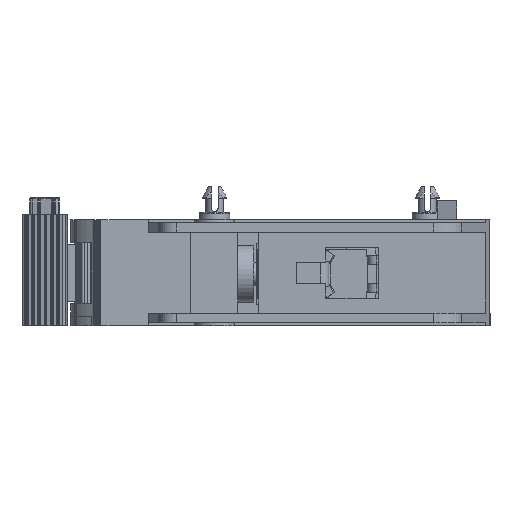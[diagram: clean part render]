
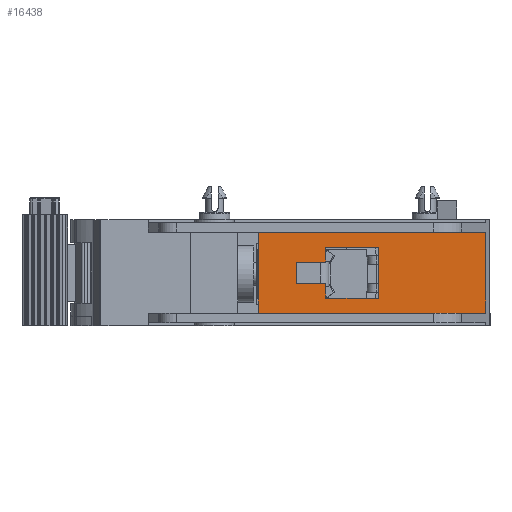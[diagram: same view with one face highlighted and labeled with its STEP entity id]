
A CAD part, front view. The second image highlights one B-rep face of the part: STEP entity #16438.
In plain terms, the highlighted planar face has unit normal (0, -1, 0).
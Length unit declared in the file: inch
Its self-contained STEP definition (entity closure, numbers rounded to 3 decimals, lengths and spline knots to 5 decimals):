
#515 = DIRECTION ( 'NONE',  ( 0., 0., -1. ) ) ;
#900 = VECTOR ( 'NONE', #23769, 39.37008 ) ;
#1594 = CARTESIAN_POINT ( 'NONE',  ( 1.41339, -1.59449, 0.41339 ) ) ;
#1718 = CARTESIAN_POINT ( 'NONE',  ( 0.29311, -1.59449, 0.08268 ) ) ;
#1778 = VECTOR ( 'NONE', #13554, 39.37008 ) ;
#2380 = ORIENTED_EDGE ( 'NONE', *, *, #30406, .T. ) ;
#2725 = EDGE_CURVE ( 'NONE', #18954, #5479, #14659, .T. ) ;
#3032 = DIRECTION ( 'NONE',  ( -1., 0., 0. ) ) ;
#3330 = ORIENTED_EDGE ( 'NONE', *, *, #28961, .T. ) ;
#3668 = VERTEX_POINT ( 'NONE', #32008 ) ;
#3882 = EDGE_CURVE ( 'NONE', #28896, #21217, #13073, .T. ) ;
#3944 = LINE ( 'NONE', #23533, #9751 ) ;
#4193 = DIRECTION ( 'NONE',  ( 1., 0., 0. ) ) ;
#5283 = ORIENTED_EDGE ( 'NONE', *, *, #22293, .T. ) ;
#5428 = ORIENTED_EDGE ( 'NONE', *, *, #2725, .T. ) ;
#5479 = VERTEX_POINT ( 'NONE', #13802 ) ;
#5980 = AXIS2_PLACEMENT_3D ( 'NONE', #14365, #14684, #20057 ) ;
#6630 = EDGE_CURVE ( 'NONE', #23926, #29111, #9087, .T. ) ;
#6680 = DIRECTION ( 'NONE',  ( 0., 0., 1. ) ) ;
#6687 = EDGE_CURVE ( 'NONE', #28896, #18954, #21637, .T. ) ;
#7080 = DIRECTION ( 'NONE',  ( 1., 0., 0. ) ) ;
#7333 = VERTEX_POINT ( 'NONE', #11744 ) ;
#7502 = FACE_OUTER_BOUND ( 'NONE', #14954, .T. ) ;
#7815 = CARTESIAN_POINT ( 'NONE',  ( 0.69291, -1.59449, 0.27559 ) ) ;
#8017 = EDGE_CURVE ( 'NONE', #5479, #21217, #8088, .T. ) ;
#8064 = CARTESIAN_POINT ( 'NONE',  ( 0.88583, -1.59449, 0.50984 ) ) ;
#8088 = LINE ( 'NONE', #10056, #31684 ) ;
#8486 = CARTESIAN_POINT ( 'NONE',  ( 0.44882, -1.59449, 0.08268 ) ) ;
#8688 = VECTOR ( 'NONE', #6680, 39.37008 ) ;
#8741 = ORIENTED_EDGE ( 'NONE', *, *, #3882, .F. ) ;
#9087 = LINE ( 'NONE', #23293, #900 ) ;
#9272 = ORIENTED_EDGE ( 'NONE', *, *, #6630, .T. ) ;
#9693 = CARTESIAN_POINT ( 'NONE',  ( 1.41339, -1.59449, 0.50984 ) ) ;
#9751 = VECTOR ( 'NONE', #31231, 39.37008 ) ;
#9812 = CARTESIAN_POINT ( 'NONE',  ( 0.69291, -1.59449, 0.41339 ) ) ;
#10056 = CARTESIAN_POINT ( 'NONE',  ( 1.92253, -1.59449, 0.6063 ) ) ;
#10591 = VERTEX_POINT ( 'NONE', #9812 ) ;
#10732 = CARTESIAN_POINT ( 'NONE',  ( 0.88583, -1.59449, -4.31262 ) ) ;
#10886 = ORIENTED_EDGE ( 'NONE', *, *, #26076, .T. ) ;
#11579 = CARTESIAN_POINT ( 'NONE',  ( 1.92253, -1.59449, 0.08268 ) ) ;
#11744 = CARTESIAN_POINT ( 'NONE',  ( 0.88583, -1.59449, 0.41339 ) ) ;
#12233 = PLANE ( 'NONE',  #5980 ) ;
#13073 = LINE ( 'NONE', #8486, #30473 ) ;
#13554 = DIRECTION ( 'NONE',  ( 0., 0., 1. ) ) ;
#13802 = CARTESIAN_POINT ( 'NONE',  ( 1.92253, -1.59449, 0.6063 ) ) ;
#13963 = ORIENTED_EDGE ( 'NONE', *, *, #8017, .T. ) ;
#14365 = CARTESIAN_POINT ( 'NONE',  ( 0.29311, -1.59449, -4.31262 ) ) ;
#14659 = LINE ( 'NONE', #29042, #8688 ) ;
#14684 = DIRECTION ( 'NONE',  ( 0., -1., 0. ) ) ;
#14954 = EDGE_LOOP ( 'NONE', ( #8741, #21967, #5428, #13963 ) ) ;
#15517 = VECTOR ( 'NONE', #24226, 39.37008 ) ;
#15991 = DIRECTION ( 'NONE',  ( 0., 0., 1. ) ) ;
#16438 = ADVANCED_FACE ( 'NONE', ( #22507, #7502 ), #12233, .T. ) ;
#16493 = CARTESIAN_POINT ( 'NONE',  ( 0.69291, -1.59449, -4.31262 ) ) ;
#16936 = LINE ( 'NONE', #1594, #26209 ) ;
#17768 = EDGE_LOOP ( 'NONE', ( #31152, #10886, #9272, #30583, #3330, #29297, #5283, #2380 ) ) ;
#18340 = VECTOR ( 'NONE', #7080, 39.37008 ) ;
#18954 = VERTEX_POINT ( 'NONE', #11579 ) ;
#19220 = VERTEX_POINT ( 'NONE', #7815 ) ;
#19852 = EDGE_CURVE ( 'NONE', #24428, #24078, #24705, .T. ) ;
#20057 = DIRECTION ( 'NONE',  ( 1., 0., 0. ) ) ;
#20214 = VECTOR ( 'NONE', #4193, 39.37008 ) ;
#20677 = DIRECTION ( 'NONE',  ( 0., 0., 1. ) ) ;
#21217 = VERTEX_POINT ( 'NONE', #27367 ) ;
#21637 = LINE ( 'NONE', #1718, #20214 ) ;
#21967 = ORIENTED_EDGE ( 'NONE', *, *, #6687, .T. ) ;
#22135 = VECTOR ( 'NONE', #515, 39.37008 ) ;
#22293 = EDGE_CURVE ( 'NONE', #10591, #7333, #16936, .T. ) ;
#22412 = LINE ( 'NONE', #26996, #15517 ) ;
#22507 = FACE_BOUND ( 'NONE', #17768, .T. ) ;
#22955 = CARTESIAN_POINT ( 'NONE',  ( 1.22441, -1.59449, 0.50984 ) ) ;
#23293 = CARTESIAN_POINT ( 'NONE',  ( 1.41339, -1.59449, 0.17913 ) ) ;
#23533 = CARTESIAN_POINT ( 'NONE',  ( 0.88583, -1.59449, -4.31262 ) ) ;
#23561 = CARTESIAN_POINT ( 'NONE',  ( 0.44882, -1.59449, 0.08268 ) ) ;
#23769 = DIRECTION ( 'NONE',  ( -1., 0., 0. ) ) ;
#23845 = EDGE_CURVE ( 'NONE', #19220, #10591, #24012, .T. ) ;
#23926 = VERTEX_POINT ( 'NONE', #30864 ) ;
#24012 = LINE ( 'NONE', #16493, #1778 ) ;
#24078 = VERTEX_POINT ( 'NONE', #22955 ) ;
#24226 = DIRECTION ( 'NONE',  ( -1., 0., 0. ) ) ;
#24428 = VERTEX_POINT ( 'NONE', #8064 ) ;
#24705 = LINE ( 'NONE', #9693, #18340 ) ;
#24856 = VECTOR ( 'NONE', #20677, 39.37008 ) ;
#25816 = CARTESIAN_POINT ( 'NONE',  ( 1.22441, -1.59449, -4.31262 ) ) ;
#26076 = EDGE_CURVE ( 'NONE', #24078, #23926, #30551, .T. ) ;
#26209 = VECTOR ( 'NONE', #28710, 39.37008 ) ;
#26996 = CARTESIAN_POINT ( 'NONE',  ( 1.41339, -1.59449, 0.27559 ) ) ;
#27367 = CARTESIAN_POINT ( 'NONE',  ( 0.44882, -1.59449, 0.6063 ) ) ;
#28196 = LINE ( 'NONE', #10732, #24856 ) ;
#28411 = EDGE_CURVE ( 'NONE', #29111, #3668, #28196, .T. ) ;
#28710 = DIRECTION ( 'NONE',  ( 1., 0., 0. ) ) ;
#28896 = VERTEX_POINT ( 'NONE', #23561 ) ;
#28961 = EDGE_CURVE ( 'NONE', #3668, #19220, #22412, .T. ) ;
#29042 = CARTESIAN_POINT ( 'NONE',  ( 1.92253, -1.59449, -4.31262 ) ) ;
#29111 = VERTEX_POINT ( 'NONE', #30403 ) ;
#29297 = ORIENTED_EDGE ( 'NONE', *, *, #23845, .T. ) ;
#30403 = CARTESIAN_POINT ( 'NONE',  ( 0.88583, -1.59449, 0.17913 ) ) ;
#30406 = EDGE_CURVE ( 'NONE', #7333, #24428, #3944, .T. ) ;
#30473 = VECTOR ( 'NONE', #15991, 39.37008 ) ;
#30551 = LINE ( 'NONE', #25816, #22135 ) ;
#30583 = ORIENTED_EDGE ( 'NONE', *, *, #28411, .T. ) ;
#30864 = CARTESIAN_POINT ( 'NONE',  ( 1.22441, -1.59449, 0.17913 ) ) ;
#31152 = ORIENTED_EDGE ( 'NONE', *, *, #19852, .T. ) ;
#31231 = DIRECTION ( 'NONE',  ( 0., 0., 1. ) ) ;
#31684 = VECTOR ( 'NONE', #3032, 39.37008 ) ;
#32008 = CARTESIAN_POINT ( 'NONE',  ( 0.88583, -1.59449, 0.27559 ) ) ;
